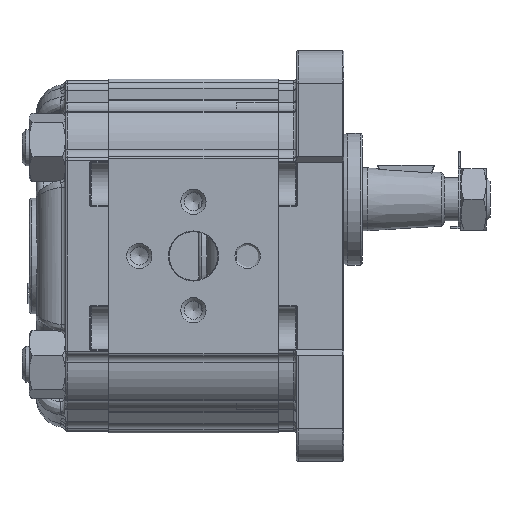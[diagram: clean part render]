
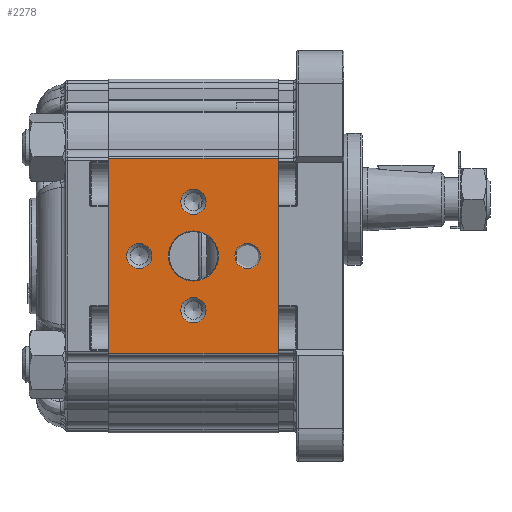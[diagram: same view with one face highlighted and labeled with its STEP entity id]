
A CAD part, left-side view. The second image highlights one B-rep face of the part: STEP entity #2278.
In plain terms, the highlighted planar face has unit normal (-1, 0, 0).
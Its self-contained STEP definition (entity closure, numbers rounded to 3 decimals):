
#2278 = ADVANCED_FACE( '', ( #6312, #6313, #6314, #6315, #6316, #6317 ), #6318, .T. );
#6312 = FACE_BOUND( '', #12634, .T. );
#6313 = FACE_BOUND( '', #12635, .T. );
#6314 = FACE_BOUND( '', #12636, .T. );
#6315 = FACE_BOUND( '', #12637, .T. );
#6316 = FACE_BOUND( '', #12638, .T. );
#6317 = FACE_OUTER_BOUND( '', #12639, .T. );
#6318 = PLANE( '', #12640 );
#12634 = EDGE_LOOP( '', ( #22216 ) );
#12635 = EDGE_LOOP( '', ( #22217 ) );
#12636 = EDGE_LOOP( '', ( #22218 ) );
#12637 = EDGE_LOOP( '', ( #22219 ) );
#12638 = EDGE_LOOP( '', ( #22220 ) );
#12639 = EDGE_LOOP( '', ( #22221, #22222, #22223, #22224 ) );
#12640 = AXIS2_PLACEMENT_3D( '', #22225, #22226, #22227 );
#22216 = ORIENTED_EDGE( '', *, *, #39186, .T. );
#22217 = ORIENTED_EDGE( '', *, *, #39187, .T. );
#22218 = ORIENTED_EDGE( '', *, *, #39058, .T. );
#22219 = ORIENTED_EDGE( '', *, *, #39188, .T. );
#22220 = ORIENTED_EDGE( '', *, *, #39189, .T. );
#22221 = ORIENTED_EDGE( '', *, *, #39190, .F. );
#22222 = ORIENTED_EDGE( '', *, *, #39191, .F. );
#22223 = ORIENTED_EDGE( '', *, *, #39192, .T. );
#22224 = ORIENTED_EDGE( '', *, *, #39193, .T. );
#22225 = CARTESIAN_POINT( '', ( -43., 47., 27.048 ) );
#22226 = DIRECTION( '', ( -1., 0., 0. ) );
#22227 = DIRECTION( '', ( 0., 0., 1. ) );
#39058 = EDGE_CURVE( '', #46452, #46452, #46453, .F. );
#39186 = EDGE_CURVE( '', #46676, #46676, #46677, .F. );
#39187 = EDGE_CURVE( '', #46678, #46678, #46679, .F. );
#39188 = EDGE_CURVE( '', #46680, #46680, #46681, .F. );
#39189 = EDGE_CURVE( '', #46682, #46682, #46683, .F. );
#39190 = EDGE_CURVE( '', #46684, #46685, #46686, .T. );
#39191 = EDGE_CURVE( '', #46687, #46684, #46688, .T. );
#39192 = EDGE_CURVE( '', #46687, #46689, #46690, .T. );
#39193 = EDGE_CURVE( '', #46689, #46685, #46691, .T. );
#46452 = VERTEX_POINT( '', #57578 );
#46453 = CIRCLE( '', #57579, 3.5 );
#46676 = VERTEX_POINT( '', #58000 );
#46677 = CIRCLE( '', #58001, 3.5 );
#46678 = VERTEX_POINT( '', #58002 );
#46679 = CIRCLE( '', #58003, 3.5 );
#46680 = VERTEX_POINT( '', #58004 );
#46681 = CIRCLE( '', #58005, 3.5 );
#46682 = VERTEX_POINT( '', #58006 );
#46683 = CIRCLE( '', #58007, 6.95 );
#46684 = VERTEX_POINT( '', #58008 );
#46685 = VERTEX_POINT( '', #58009 );
#46686 = LINE( '', #58010, #58011 );
#46687 = VERTEX_POINT( '', #58012 );
#46688 = LINE( '', #58013, #58014 );
#46689 = VERTEX_POINT( '', #58015 );
#46690 = LINE( '', #58016, #58017 );
#46691 = LINE( '', #58018, #58019 );
#57578 = CARTESIAN_POINT( '', ( -43., 23.5, -11.5 ) );
#57579 = AXIS2_PLACEMENT_3D( '', #74922, #74923, #74924 );
#58000 = CARTESIAN_POINT( '', ( -43., 8.5, 3.5 ) );
#58001 = AXIS2_PLACEMENT_3D( '', #75039, #75040, #75041 );
#58002 = CARTESIAN_POINT( '', ( -43., 38.5, 3.5 ) );
#58003 = AXIS2_PLACEMENT_3D( '', #75042, #75043, #75044 );
#58004 = CARTESIAN_POINT( '', ( -43., 23.5, 18.5 ) );
#58005 = AXIS2_PLACEMENT_3D( '', #75045, #75046, #75047 );
#58006 = CARTESIAN_POINT( '', ( -43., 23.5, 6.95 ) );
#58007 = AXIS2_PLACEMENT_3D( '', #75048, #75049, #75050 );
#58008 = CARTESIAN_POINT( '', ( -43., 0., 27.048 ) );
#58009 = CARTESIAN_POINT( '', ( -43., 0., -27.048 ) );
#58010 = CARTESIAN_POINT( '', ( -43., 0., 27.048 ) );
#58011 = VECTOR( '', #75051, 1000. );
#58012 = CARTESIAN_POINT( '', ( -43., 47., 27.048 ) );
#58013 = CARTESIAN_POINT( '', ( -43., 47., 27.048 ) );
#58014 = VECTOR( '', #75052, 1000. );
#58015 = CARTESIAN_POINT( '', ( -43., 47., -27.048 ) );
#58016 = CARTESIAN_POINT( '', ( -43., 47., 27.048 ) );
#58017 = VECTOR( '', #75053, 1000. );
#58018 = CARTESIAN_POINT( '', ( -43., 47., -27.048 ) );
#58019 = VECTOR( '', #75054, 1000. );
#74922 = CARTESIAN_POINT( '', ( -43., 23.5, -15. ) );
#74923 = DIRECTION( '', ( -1., 0., 0. ) );
#74924 = DIRECTION( '', ( 0., 0., 1. ) );
#75039 = CARTESIAN_POINT( '', ( -43., 8.5, 0. ) );
#75040 = DIRECTION( '', ( -1., 0., 0. ) );
#75041 = DIRECTION( '', ( 0., 0., 1. ) );
#75042 = CARTESIAN_POINT( '', ( -43., 38.5, 0. ) );
#75043 = DIRECTION( '', ( -1., 0., 0. ) );
#75044 = DIRECTION( '', ( 0., 0., 1. ) );
#75045 = CARTESIAN_POINT( '', ( -43., 23.5, 15. ) );
#75046 = DIRECTION( '', ( -1., 0., 0. ) );
#75047 = DIRECTION( '', ( 0., 0., 1. ) );
#75048 = CARTESIAN_POINT( '', ( -43., 23.5, 0. ) );
#75049 = DIRECTION( '', ( -1., 0., 0. ) );
#75050 = DIRECTION( '', ( 0., 0., 1. ) );
#75051 = DIRECTION( '', ( 0., 0., -1. ) );
#75052 = DIRECTION( '', ( 0., -1., 0. ) );
#75053 = DIRECTION( '', ( 0., 0., -1. ) );
#75054 = DIRECTION( '', ( 0., -1., 0. ) );
